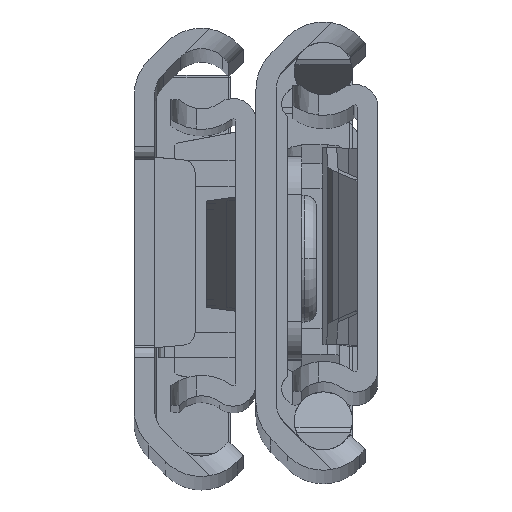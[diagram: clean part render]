
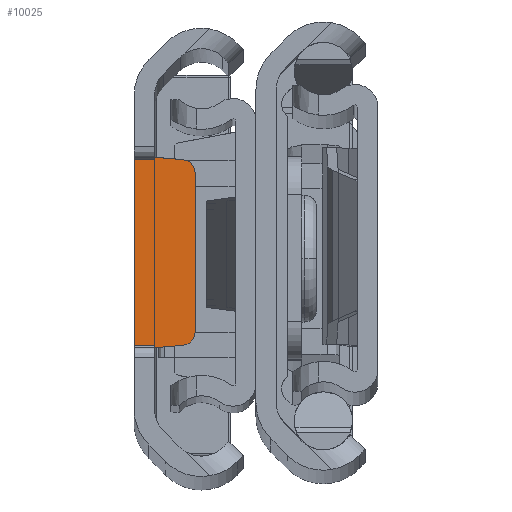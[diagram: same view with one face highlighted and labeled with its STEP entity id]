
A CAD part, top view. The second image highlights one B-rep face of the part: STEP entity #10025.
In plain terms, the highlighted planar face has unit normal (0, 0, 1).
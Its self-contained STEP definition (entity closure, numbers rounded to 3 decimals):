
#216 = VECTOR ( 'NONE', #10786, 1000. ) ;
#446 = CARTESIAN_POINT ( 'NONE',  ( 1.6, -7.5, -3.9 ) ) ;
#500 = CARTESIAN_POINT ( 'NONE',  ( 3.884, -7.307, -3.9 ) ) ;
#554 = LINE ( 'NONE', #15137, #8630 ) ;
#1022 = CIRCLE ( 'NONE', #10333, 1. ) ;
#1865 = VERTEX_POINT ( 'NONE', #4314 ) ;
#1975 = VECTOR ( 'NONE', #12352, 1000. ) ;
#2388 = CARTESIAN_POINT ( 'NONE',  ( 8.601, 7.5, -3.9 ) ) ;
#2472 = ORIENTED_EDGE ( 'NONE', *, *, #13833, .T. ) ;
#2484 = DIRECTION ( 'NONE',  ( 0., -1., 0. ) ) ;
#2673 = ORIENTED_EDGE ( 'NONE', *, *, #19531, .F. ) ;
#2738 = EDGE_CURVE ( 'NONE', #8384, #18718, #3078, .T. ) ;
#2957 = DIRECTION ( 'NONE',  ( -0.996, 0.084, 0. ) ) ;
#3078 = LINE ( 'NONE', #15879, #1975 ) ;
#3152 = CARTESIAN_POINT ( 'NONE',  ( 3.8, -6.311, -3.9 ) ) ;
#3173 = EDGE_LOOP ( 'NONE', ( #11365, #15625, #2472, #11656, #19024, #19980, #7058, #2673 ) ) ;
#3526 = EDGE_CURVE ( 'NONE', #10190, #6446, #1022, .T. ) ;
#3623 = DIRECTION ( 'NONE',  ( 0., -1., 0. ) ) ;
#4119 = AXIS2_PLACEMENT_3D ( 'NONE', #3152, #17430, #14793 ) ;
#4314 = CARTESIAN_POINT ( 'NONE',  ( 1.6, 7.5, -3.9 ) ) ;
#6205 = VECTOR ( 'NONE', #2957, 1000. ) ;
#6446 = VERTEX_POINT ( 'NONE', #11300 ) ;
#6465 = CARTESIAN_POINT ( 'NONE',  ( 1.6, 7.5, -3.9 ) ) ;
#6902 = EDGE_CURVE ( 'NONE', #6446, #1865, #14316, .T. ) ;
#6925 = CARTESIAN_POINT ( 'NONE',  ( 0., 7.5, -3.9 ) ) ;
#7058 = ORIENTED_EDGE ( 'NONE', *, *, #15042, .F. ) ;
#8031 = VERTEX_POINT ( 'NONE', #12235 ) ;
#8384 = VERTEX_POINT ( 'NONE', #446 ) ;
#8630 = VECTOR ( 'NONE', #16805, 1000. ) ;
#8928 = LINE ( 'NONE', #20106, #216 ) ;
#9989 = LINE ( 'NONE', #19288, #17456 ) ;
#10025 = ADVANCED_FACE ( 'NONE', ( #18236 ), #16666, .T. ) ;
#10190 = VERTEX_POINT ( 'NONE', #19255 ) ;
#10333 = AXIS2_PLACEMENT_3D ( 'NONE', #19364, #14563, #3623 ) ;
#10786 = DIRECTION ( 'NONE',  ( 0., 1., 0. ) ) ;
#10921 = EDGE_CURVE ( 'NONE', #18718, #14457, #16444, .T. ) ;
#11300 = CARTESIAN_POINT ( 'NONE',  ( 3.884, 7.307, -3.9 ) ) ;
#11365 = ORIENTED_EDGE ( 'NONE', *, *, #2738, .T. ) ;
#11656 = ORIENTED_EDGE ( 'NONE', *, *, #3526, .T. ) ;
#11672 = DIRECTION ( 'NONE',  ( -1., 0., 0. ) ) ;
#12235 = CARTESIAN_POINT ( 'NONE',  ( 0., -7.5, -3.9 ) ) ;
#12352 = DIRECTION ( 'NONE',  ( 0.996, 0.084, 0. ) ) ;
#12872 = EDGE_CURVE ( 'NONE', #1865, #17794, #9989, .T. ) ;
#13833 = EDGE_CURVE ( 'NONE', #14457, #10190, #18727, .T. ) ;
#14316 = LINE ( 'NONE', #6465, #6205 ) ;
#14425 = AXIS2_PLACEMENT_3D ( 'NONE', #2388, #15093, #2484 ) ;
#14457 = VERTEX_POINT ( 'NONE', #14910 ) ;
#14563 = DIRECTION ( 'NONE',  ( 0., 0., 1. ) ) ;
#14793 = DIRECTION ( 'NONE',  ( 0., -1., 0. ) ) ;
#14910 = CARTESIAN_POINT ( 'NONE',  ( 4.8, -6.311, -3.9 ) ) ;
#15042 = EDGE_CURVE ( 'NONE', #8031, #17794, #8928, .T. ) ;
#15093 = DIRECTION ( 'NONE',  ( 0., 0., 1. ) ) ;
#15137 = CARTESIAN_POINT ( 'NONE',  ( 8.601, -7.5, -3.9 ) ) ;
#15625 = ORIENTED_EDGE ( 'NONE', *, *, #10921, .T. ) ;
#15879 = CARTESIAN_POINT ( 'NONE',  ( 4.8, -7.23, -3.9 ) ) ;
#16444 = CIRCLE ( 'NONE', #4119, 1. ) ;
#16666 = PLANE ( 'NONE',  #14425 ) ;
#16805 = DIRECTION ( 'NONE',  ( -1., 0., 0. ) ) ;
#16960 = CARTESIAN_POINT ( 'NONE',  ( 4.8, 7.23, -3.9 ) ) ;
#17430 = DIRECTION ( 'NONE',  ( 0., 0., 1. ) ) ;
#17456 = VECTOR ( 'NONE', #11672, 1000. ) ;
#17648 = DIRECTION ( 'NONE',  ( 0., 1., 0. ) ) ;
#17794 = VERTEX_POINT ( 'NONE', #6925 ) ;
#18236 = FACE_OUTER_BOUND ( 'NONE', #3173, .T. ) ;
#18718 = VERTEX_POINT ( 'NONE', #500 ) ;
#18727 = LINE ( 'NONE', #16960, #19842 ) ;
#19024 = ORIENTED_EDGE ( 'NONE', *, *, #6902, .T. ) ;
#19255 = CARTESIAN_POINT ( 'NONE',  ( 4.8, 6.311, -3.9 ) ) ;
#19288 = CARTESIAN_POINT ( 'NONE',  ( 8.601, 7.5, -3.9 ) ) ;
#19364 = CARTESIAN_POINT ( 'NONE',  ( 3.8, 6.311, -3.9 ) ) ;
#19531 = EDGE_CURVE ( 'NONE', #8384, #8031, #554, .T. ) ;
#19842 = VECTOR ( 'NONE', #17648, 1000. ) ;
#19980 = ORIENTED_EDGE ( 'NONE', *, *, #12872, .T. ) ;
#20106 = CARTESIAN_POINT ( 'NONE',  ( 0., 7.5, -3.9 ) ) ;
